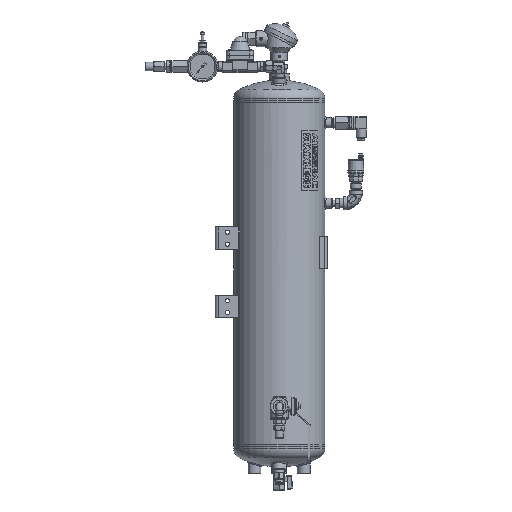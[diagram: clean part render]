
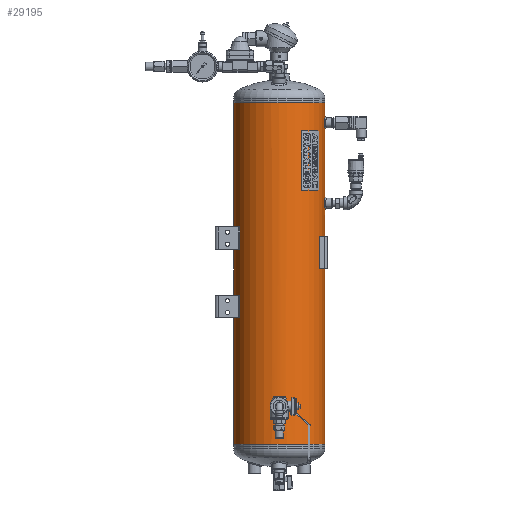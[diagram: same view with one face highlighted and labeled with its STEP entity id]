
A CAD part, left-side view. The second image highlights one B-rep face of the part: STEP entity #29195.
In plain terms, the highlighted cylindrical face has radius 100 mm (diameter 200 mm), a partial arc.
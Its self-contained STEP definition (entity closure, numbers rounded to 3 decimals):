
#1761=B_SPLINE_CURVE_WITH_KNOTS('',3,(#51102,#51103,#51104,#51105,#51106,
#51107,#51108,#51109,#51110,#51111,#51112,#51113,#51114,#51115,#51116,#51117,
#51118,#51119,#51120),.UNSPECIFIED.,.T.,.F.,(1,1,1,1,1,1,1,1,1,1,1,1,1,
1,1,1,1,1,1,1,1,1,1),(-0.012,-0.008,-0.004,
0.,0.004,0.008,0.012,
0.016,0.02,0.023,0.027,
0.031,0.035,0.039,0.043,
0.047,0.051,0.055,0.059,
0.063,0.066,0.07,0.074),
 .UNSPECIFIED.);
#1762=B_SPLINE_CURVE_WITH_KNOTS('',3,(#51122,#51123,#51124,#51125,#51126,
#51127,#51128,#51129,#51130,#51131,#51132,#51133,#51134,#51135,#51136,#51137,
#51138,#51139,#51140),.UNSPECIFIED.,.T.,.F.,(1,1,1,1,1,1,1,1,1,1,1,1,1,
1,1,1,1,1,1,1,1,1,1),(-0.012,-0.008,-0.004,
0.,0.004,0.008,0.012,0.016,
0.02,0.023,0.027,0.031,
0.035,0.039,0.043,0.047,
0.051,0.055,0.059,0.063,
0.066,0.07,0.074),.UNSPECIFIED.);
#1763=B_SPLINE_CURVE_WITH_KNOTS('',3,(#51142,#51143,#51144,#51145,#51146,
#51147,#51148,#51149,#51150,#51151,#51152,#51153,#51154,#51155,#51156,#51157,
#51158,#51159,#51160),.UNSPECIFIED.,.T.,.F.,(1,1,1,1,1,1,1,1,1,1,1,1,1,
1,1,1,1,1,1,1,1,1,1),(-0.018,-0.012,-0.006,
0.,0.006,0.012,0.018,
0.023,0.029,0.035,0.041,
0.047,0.053,0.059,0.065,
0.07,0.076,0.082,0.088,
0.094,0.1,0.106,0.112),
 .UNSPECIFIED.);
#3454=LINE('',#51162,#4777);
#3455=LINE('',#51167,#4778);
#4777=VECTOR('',#43652,1000.);
#4778=VECTOR('',#43655,1000.);
#6105=ORIENTED_EDGE('',*,*,#14519,.T.);
#6106=ORIENTED_EDGE('',*,*,#14520,.T.);
#6107=ORIENTED_EDGE('',*,*,#14521,.T.);
#6108=ORIENTED_EDGE('',*,*,#14522,.T.);
#6109=ORIENTED_EDGE('',*,*,#14523,.T.);
#6110=ORIENTED_EDGE('',*,*,#14524,.F.);
#6111=ORIENTED_EDGE('',*,*,#14525,.F.);
#14519=EDGE_CURVE('',#18726,#18726,#1761,.T.);
#14520=EDGE_CURVE('',#18727,#18727,#1762,.T.);
#14521=EDGE_CURVE('',#18728,#18728,#1763,.T.);
#14522=EDGE_CURVE('',#18729,#18730,#3454,.T.);
#14523=EDGE_CURVE('',#18730,#18731,#21836,.T.);
#14524=EDGE_CURVE('',#18732,#18731,#3455,.T.);
#14525=EDGE_CURVE('',#18729,#18732,#21837,.T.);
#18726=VERTEX_POINT('',#51121);
#18727=VERTEX_POINT('',#51141);
#18728=VERTEX_POINT('',#51161);
#18729=VERTEX_POINT('',#51163);
#18730=VERTEX_POINT('',#51164);
#18731=VERTEX_POINT('',#51166);
#18732=VERTEX_POINT('',#51168);
#21836=CIRCLE('',#40611,100.);
#21837=CIRCLE('',#40612,100.);
#23004=EDGE_LOOP('',(#6105));
#23005=EDGE_LOOP('',(#6106));
#23006=EDGE_LOOP('',(#6107));
#23007=EDGE_LOOP('',(#6108,#6109,#6110,#6111));
#25811=FACE_BOUND('',#23004,.T.);
#25812=FACE_BOUND('',#23005,.T.);
#25813=FACE_BOUND('',#23006,.T.);
#25814=FACE_BOUND('',#23007,.T.);
#28620=CYLINDRICAL_SURFACE('',#40610,100.);
#29195=ADVANCED_FACE('',(#25811,#25812,#25813,#25814),#28620,.T.);
#40610=AXIS2_PLACEMENT_3D('',#51101,#43650,#43651);
#40611=AXIS2_PLACEMENT_3D('',#51165,#43653,#43654);
#40612=AXIS2_PLACEMENT_3D('',#51169,#43656,#43657);
#43650=DIRECTION('',(0.,-1.,0.));
#43651=DIRECTION('',(0.,0.,-1.));
#43652=DIRECTION('',(0.,-1.,0.));
#43653=DIRECTION('',(0.,1.,0.));
#43654=DIRECTION('',(1.,0.,0.));
#43655=DIRECTION('',(0.,-1.,0.));
#43656=DIRECTION('',(0.,1.,0.));
#43657=DIRECTION('',(1.,0.,0.));
#51101=CARTESIAN_POINT('',(0.,750.,0.));
#51102=CARTESIAN_POINT('',(-9.473,48.444,-99.554));
#51103=CARTESIAN_POINT('',(-10.262,44.497,-99.471));
#51104=CARTESIAN_POINT('',(-9.477,40.569,-99.553));
#51105=CARTESIAN_POINT('',(-7.254,37.244,-99.75));
#51106=CARTESIAN_POINT('',(-3.93,35.023,-99.946));
#51107=CARTESIAN_POINT('',(-0.006,34.24,-100.027));
#51108=CARTESIAN_POINT('',(3.922,35.019,-99.946));
#51109=CARTESIAN_POINT('',(7.252,37.242,-99.75));
#51110=CARTESIAN_POINT('',(9.478,40.57,-99.553));
#51111=CARTESIAN_POINT('',(10.26,44.496,-99.472));
#51112=CARTESIAN_POINT('',(9.481,48.422,-99.553));
#51113=CARTESIAN_POINT('',(7.262,51.747,-99.749));
#51114=CARTESIAN_POINT('',(3.94,53.974,-99.945));
#51115=CARTESIAN_POINT('',(0.01,54.761,-100.027));
#51116=CARTESIAN_POINT('',(-3.923,53.981,-99.946));
#51117=CARTESIAN_POINT('',(-7.249,51.759,-99.75));
#51118=CARTESIAN_POINT('',(-9.473,48.444,-99.554));
#51119=CARTESIAN_POINT('',(-10.262,44.497,-99.471));
#51120=CARTESIAN_POINT('',(-9.477,40.569,-99.553));
#51121=CARTESIAN_POINT('',(-10.,44.5,-99.499));
#51122=CARTESIAN_POINT('',(-9.473,224.444,-99.554));
#51123=CARTESIAN_POINT('',(-10.262,220.497,-99.471));
#51124=CARTESIAN_POINT('',(-9.477,216.569,-99.553));
#51125=CARTESIAN_POINT('',(-7.254,213.244,-99.75));
#51126=CARTESIAN_POINT('',(-3.93,211.023,-99.946));
#51127=CARTESIAN_POINT('',(-0.006,210.24,-100.027));
#51128=CARTESIAN_POINT('',(3.922,211.019,-99.946));
#51129=CARTESIAN_POINT('',(7.252,213.242,-99.75));
#51130=CARTESIAN_POINT('',(9.478,216.57,-99.553));
#51131=CARTESIAN_POINT('',(10.26,220.496,-99.472));
#51132=CARTESIAN_POINT('',(9.481,224.422,-99.553));
#51133=CARTESIAN_POINT('',(7.262,227.747,-99.749));
#51134=CARTESIAN_POINT('',(3.94,229.974,-99.945));
#51135=CARTESIAN_POINT('',(0.01,230.761,-100.027));
#51136=CARTESIAN_POINT('',(-3.923,229.981,-99.946));
#51137=CARTESIAN_POINT('',(-7.249,227.759,-99.75));
#51138=CARTESIAN_POINT('',(-9.473,224.444,-99.554));
#51139=CARTESIAN_POINT('',(-10.262,220.497,-99.471));
#51140=CARTESIAN_POINT('',(-9.477,216.569,-99.553));
#51141=CARTESIAN_POINT('',(-10.,220.5,-99.499));
#51142=CARTESIAN_POINT('',(-98.994,672.42,14.208));
#51143=CARTESIAN_POINT('',(-98.806,666.495,15.395));
#51144=CARTESIAN_POINT('',(-98.993,660.6,14.214));
#51145=CARTESIAN_POINT('',(-99.436,655.617,10.88));
#51146=CARTESIAN_POINT('',(-99.878,652.286,5.9));
#51147=CARTESIAN_POINT('',(-100.061,651.109,0.009));
#51148=CARTESIAN_POINT('',(-99.879,652.279,-5.887));
#51149=CARTESIAN_POINT('',(-99.437,655.615,-10.879));
#51150=CARTESIAN_POINT('',(-98.992,660.601,-14.215));
#51151=CARTESIAN_POINT('',(-98.807,666.494,-15.391));
#51152=CARTESIAN_POINT('',(-98.992,672.387,-14.219));
#51153=CARTESIAN_POINT('',(-99.435,677.371,-10.892));
#51154=CARTESIAN_POINT('',(-99.877,680.709,-5.914));
#51155=CARTESIAN_POINT('',(-100.061,681.893,-0.013));
#51156=CARTESIAN_POINT('',(-99.878,680.72,5.889));
#51157=CARTESIAN_POINT('',(-99.437,677.387,10.874));
#51158=CARTESIAN_POINT('',(-98.994,672.42,14.208));
#51159=CARTESIAN_POINT('',(-98.806,666.495,15.395));
#51160=CARTESIAN_POINT('',(-98.993,660.6,14.214));
#51161=CARTESIAN_POINT('',(-98.869,666.5,15.));
#51162=CARTESIAN_POINT('',(0.254,801.561,100.));
#51163=CARTESIAN_POINT('',(0.254,750.,100.));
#51164=CARTESIAN_POINT('',(0.254,0.,100.));
#51165=CARTESIAN_POINT('',(0.,0.,0.));
#51166=CARTESIAN_POINT('',(-0.254,0.,100.));
#51167=CARTESIAN_POINT('',(-0.254,801.561,100.));
#51168=CARTESIAN_POINT('',(-0.254,750.,100.));
#51169=CARTESIAN_POINT('',(0.,750.,0.));
